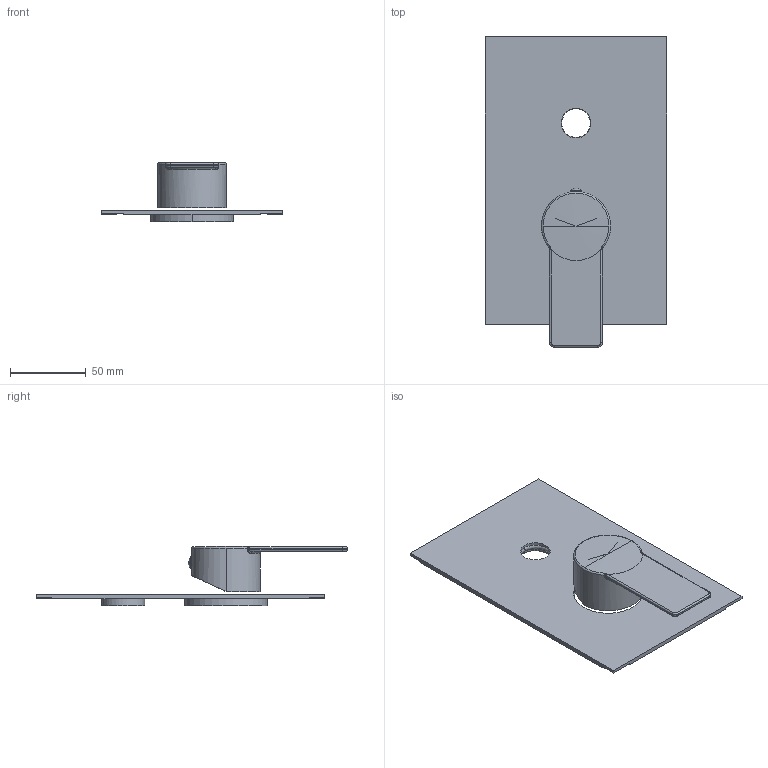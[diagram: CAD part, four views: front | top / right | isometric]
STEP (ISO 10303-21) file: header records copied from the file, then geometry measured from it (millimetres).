
FILE_DESCRIPTION((''),'2;1');
FILE_NAME('TA015CR-MEST','2021-11-08T11:43:58',('ut3'),('PAFFONI SpA'),'CREO PARAMETRIC BY PTC INC, 2020044','CREO PARAMETRIC BY PTC INC, 2020044','');
FILE_SCHEMA(('CONFIG_CONTROL_DESIGN','SHAPE_APPEARANCE_LAYERS_GROUPS'));
Length unit declared in the file: millimetre
Products named in the file (1): TA015CR-MEST
Bounding box: 120 x 205 x 39.5 mm (x, y, z)
Volume: 70647.3 mm3; surface area: 64599.5 mm2
Topology: 2 solids, 2 shells, 171 faces, 425 edges, 262 vertices
Faces by surface type: plane 73, cylinder 51, cone 17, torus 15, bspline 13, sphere 2
Entity records: 7454 total; most frequent: CARTESIAN_POINT 2179, ORIENTED_EDGE 842, DIRECTION 828, EDGE_CURVE 421, AXIS2_PLACEMENT_3D 304, VERTEX_POINT 262, VECTOR 220, LINE 220
